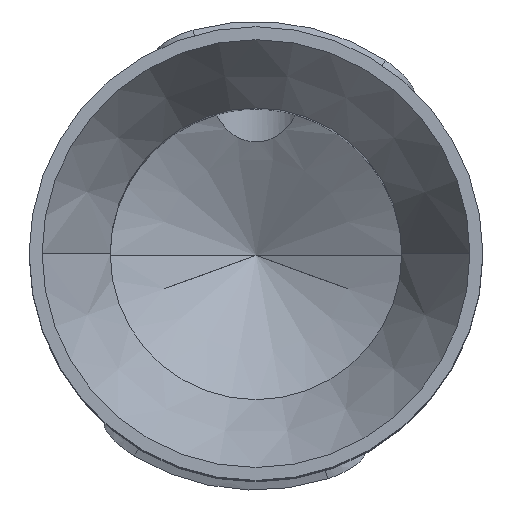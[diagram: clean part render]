
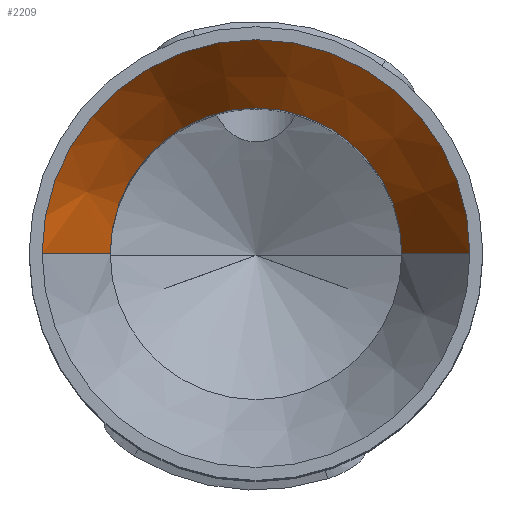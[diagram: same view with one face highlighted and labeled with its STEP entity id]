
A CAD part, top view. The second image highlights one B-rep face of the part: STEP entity #2209.
In plain terms, the highlighted conical face has half-angle 29.22 degrees and reference radius 1.387 mm.
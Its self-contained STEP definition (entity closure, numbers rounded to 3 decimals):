
#1=CARTESIAN_POINT('',(0.,0.,9.473));
#2=DIRECTION('',(0.,0.,-1.));
#3=DIRECTION('',(-1.,0.,0.));
#4=AXIS2_PLACEMENT_3D('',#1,#2,#3);
#6=DIRECTION('',(0.488,0.,-0.873));
#7=VECTOR('',#6,1.075);
#8=CARTESIAN_POINT('',(-1.65,0.,9.473));
#9=LINE('',#8,#7);
#10=DIRECTION('',(-0.488,0.,-0.873));
#11=VECTOR('',#10,1.075);
#12=CARTESIAN_POINT('',(1.65,0.,9.473));
#13=LINE('',#12,#11);
#61=CARTESIAN_POINT('',(0.,0.,8.534));
#62=DIRECTION('',(0.,0.,-1.));
#63=DIRECTION('',(-1.,0.,0.));
#64=AXIS2_PLACEMENT_3D('',#61,#62,#63);
#1916=CARTESIAN_POINT('',(-1.65,0.,9.473));
#1917=CARTESIAN_POINT('',(1.65,0.,9.473));
#1918=VERTEX_POINT('',#1916);
#1919=VERTEX_POINT('',#1917);
#2180=CARTESIAN_POINT('',(-1.125,0.,8.534));
#2182=VERTEX_POINT('',#2180);
#2184=CARTESIAN_POINT('',(1.125,0.,8.534));
#2186=VERTEX_POINT('',#2184);
#2194=CARTESIAN_POINT('',(0.,0.,9.004));
#2195=DIRECTION('',(0.,0.,1.));
#2196=DIRECTION('',(-1.,0.,0.));
#2197=AXIS2_PLACEMENT_3D('',#2194,#2195,#2196);
#2198=CONICAL_SURFACE('',#2197,1.387,29.22);
#2200=ORIENTED_EDGE('',*,*,#2199,.F.);
#2202=ORIENTED_EDGE('',*,*,#2201,.T.);
#2204=ORIENTED_EDGE('',*,*,#2203,.T.);
#2206=ORIENTED_EDGE('',*,*,#2205,.F.);
#2207=EDGE_LOOP('',(#2200,#2202,#2204,#2206));
#2208=FACE_OUTER_BOUND('',#2207,.F.);
#2209=ADVANCED_FACE('',(#2208),#2198,.F.);
#5=CIRCLE('',#4,1.65);
#65=CIRCLE('',#64,1.125);
#2199=EDGE_CURVE('',#1918,#2182,#9,.T.);
#2201=EDGE_CURVE('',#1918,#1919,#5,.T.);
#2203=EDGE_CURVE('',#1919,#2186,#13,.T.);
#2205=EDGE_CURVE('',#2182,#2186,#65,.T.);
